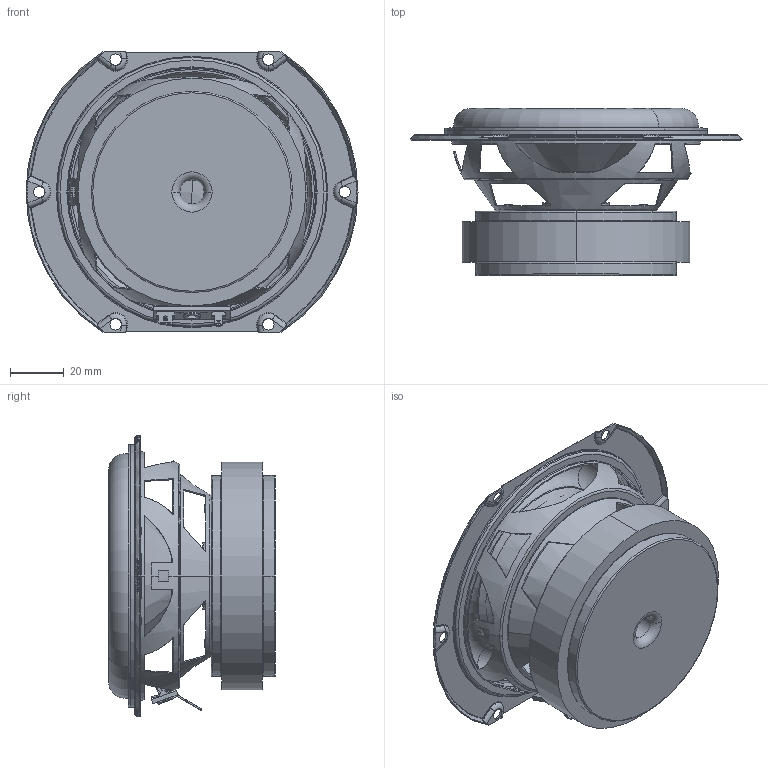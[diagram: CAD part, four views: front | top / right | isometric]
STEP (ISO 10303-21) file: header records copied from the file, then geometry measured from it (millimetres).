
FILE_DESCRIPTION (( 'STEP AP214' ), '1' );
FILE_NAME ('51FHW-562B-3D.STEP', '2024-10-17T08:18:17', ( '' ), ( '' ), 'SwSTEP 2.0', 'SolidWorks 2021', '' );
FILE_SCHEMA (( 'AUTOMOTIVE_DESIGN' ));
Length unit declared in the file: millimetre
Products named in the file (10): 562A-P010-00  Basket; 155-108 copper ring; 562B-P020-00  Plate; 562A-P150-00  Dust Cap; 562A-P170-00  Paper Gasket; 155-101 T yoke; 562A-P110-00  Cone Paper; 123-100 Magnet; CONNECTOR; 51FHW-562B-3D
Assembly tree (9 placements, depth 2):
  51FHW-562B-3D
    123-100 Magnet
    155-101 T yoke
    562A-P010-00  Basket
    562B-P020-00  Plate
    562A-P150-00  Dust Cap
    562A-P110-00  Cone Paper
    562A-P170-00  Paper Gasket
    155-108 copper ring
    CONNECTOR
Bounding box: 123.8 x 62.27 x 104.5 mm (x, y, z)
Volume: 133848.7 mm3; surface area: 92780.1 mm2
Topology: 11 solids, 11 shells, 679 faces, 1708 edges, 1048 vertices
Faces by surface type: cylinder 229, plane 209, torus 122, bspline 59, cone 49, sphere 11
Entity records: 24213 total; most frequent: CARTESIAN_POINT 6706, ORIENTED_EDGE 3378, DIRECTION 3277, EDGE_CURVE 1689, AXIS2_PLACEMENT_3D 1325, VERTEX_POINT 1048, EDGE_LOOP 783, CIRCLE 693
